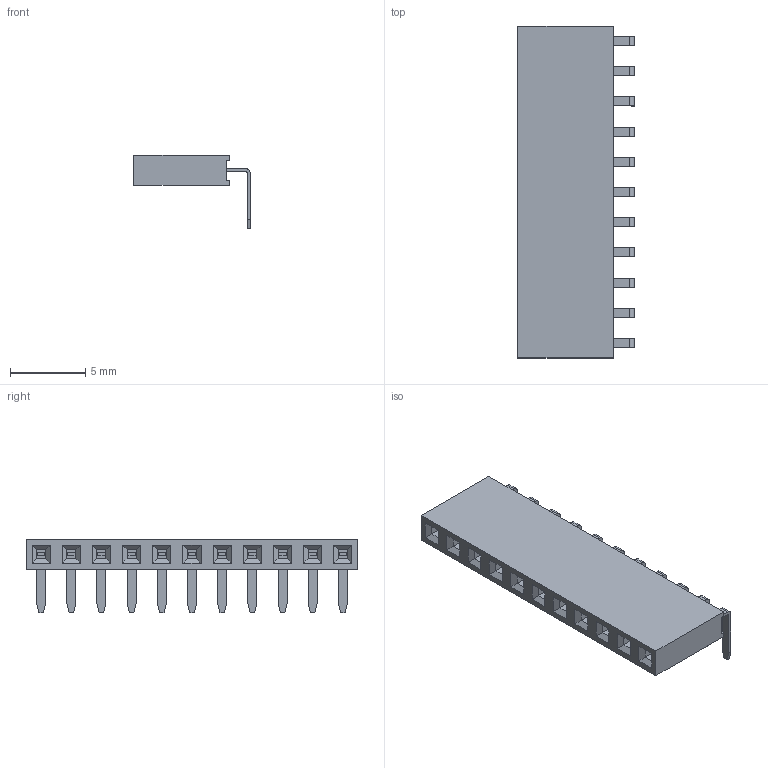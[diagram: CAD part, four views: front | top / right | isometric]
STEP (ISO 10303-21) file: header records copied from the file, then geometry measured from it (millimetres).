
FILE_DESCRIPTION(/* description */ ('model of PinSocket_1x11_P2.00mm_Horizontal'),/* implementation_level */ '2;1');
FILE_NAME(/* name */ 'PinSocket_1x11_P2.00mm_Horizontal.step',/* time_stamp */ '1970-01-01T00:00:00',/* author */ ('KiCAD','kicad'),/* organization */ ('OCCT'),/* preprocessor_version */ '',/* originating_system */ 'KiCAD',/* authorisation */ '');
FILE_SCHEMA(('AUTOMOTIVE_DESIGN { 1 0 10303 214 1 1 1 1 }'));
Length unit declared in the file: millimetre
Products named in the file (1): PinSocket_1x11_P2.00mm_Horizontal
Bounding box: 7.72 x 22 x 4.9 mm (x, y, z)
Volume: 258.5 mm3; surface area: 644.1 mm2
Topology: 1 solids, 1 shells, 340 faces, 904 edges, 588 vertices
Faces by surface type: plane 318, cylinder 22
Entity records: 6747 total; most frequent: ORIENTED_EDGE 1356, EDGE_CURVE 904, CARTESIAN_POINT 845, LINE 814, VERTEX_POINT 588, FACE_BOUND 362, EDGE_LOOP 362, ADVANCED_FACE 340
